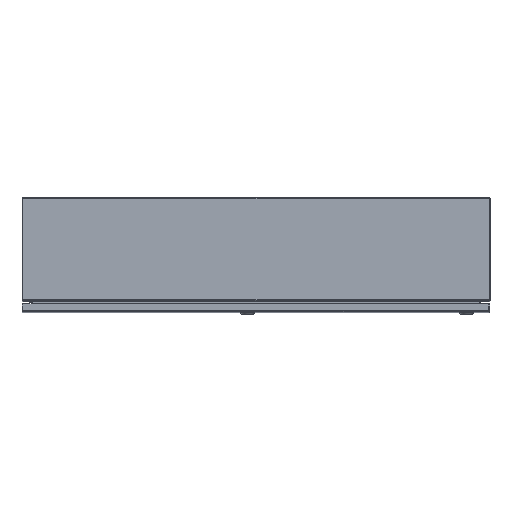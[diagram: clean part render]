
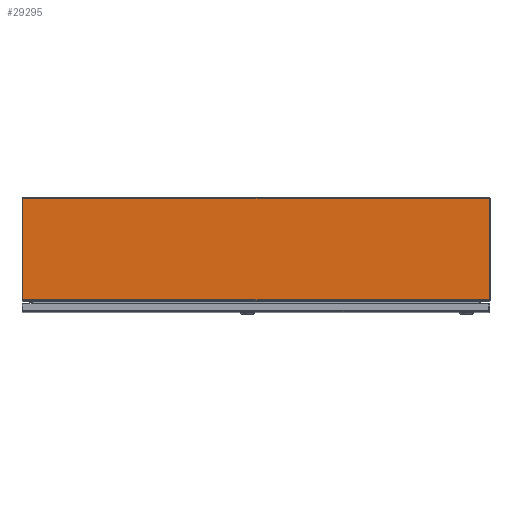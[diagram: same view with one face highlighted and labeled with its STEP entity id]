
A CAD part, top view. The second image highlights one B-rep face of the part: STEP entity #29295.
In plain terms, the highlighted planar face has unit normal (0, 0, 1).
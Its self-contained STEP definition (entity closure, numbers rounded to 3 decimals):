
#2579 = LINE ( 'NONE', #19612, #5400 ) ;
#3075 = CARTESIAN_POINT ( 'NONE',  ( 17.928, -7.892, 21. ) ) ;
#4106 = DIRECTION ( 'NONE',  ( -1., 0., 0. ) ) ;
#5268 = VERTEX_POINT ( 'NONE', #53858 ) ;
#5400 = VECTOR ( 'NONE', #31375, 39.37 ) ;
#6265 = DIRECTION ( 'NONE',  ( 1., 0., 0. ) ) ;
#6987 = DIRECTION ( 'NONE',  ( 0., -1., 0. ) ) ;
#10707 = CARTESIAN_POINT ( 'NONE',  ( 125.406, 0., 21. ) ) ;
#11266 = FACE_OUTER_BOUND ( 'NONE', #49290, .T. ) ;
#13051 = VERTEX_POINT ( 'NONE', #37553 ) ;
#14896 = DIRECTION ( 'NONE',  ( 0., 1., 0. ) ) ;
#16468 = ORIENTED_EDGE ( 'NONE', *, *, #33201, .F. ) ;
#18218 = CARTESIAN_POINT ( 'NONE',  ( -17.928, -7.892, 21. ) ) ;
#18548 = CARTESIAN_POINT ( 'NONE',  ( -17.892, -0.108, 21. ) ) ;
#19612 = CARTESIAN_POINT ( 'NONE',  ( 17.928, 0., 21. ) ) ;
#20678 = VECTOR ( 'NONE', #6265, 39.37 ) ;
#22683 = EDGE_CURVE ( 'NONE', #5268, #13051, #31715, .T. ) ;
#24029 = VERTEX_POINT ( 'NONE', #18218 ) ;
#26530 = EDGE_CURVE ( 'NONE', #5268, #24029, #37183, .T. ) ;
#29295 = ADVANCED_FACE ( 'NONE', ( #11266 ), #53190, .F. ) ;
#29819 = CARTESIAN_POINT ( 'NONE',  ( 125.406, -7.892, 21. ) ) ;
#31263 = AXIS2_PLACEMENT_3D ( 'NONE', #10707, #36418, #14896 ) ;
#31375 = DIRECTION ( 'NONE',  ( 0., 1., 0. ) ) ;
#31715 = LINE ( 'NONE', #18548, #20678 ) ;
#32146 = ORIENTED_EDGE ( 'NONE', *, *, #22683, .F. ) ;
#32702 = CARTESIAN_POINT ( 'NONE',  ( -17.928, 0., 21. ) ) ;
#33201 = EDGE_CURVE ( 'NONE', #46359, #24029, #45781, .T. ) ;
#34273 = ORIENTED_EDGE ( 'NONE', *, *, #26530, .T. ) ;
#35523 = ORIENTED_EDGE ( 'NONE', *, *, #54108, .T. ) ;
#36418 = DIRECTION ( 'NONE',  ( 0., 0., -1. ) ) ;
#37183 = LINE ( 'NONE', #32702, #48015 ) ;
#37553 = CARTESIAN_POINT ( 'NONE',  ( 17.928, -0.108, 21. ) ) ;
#42173 = VECTOR ( 'NONE', #4106, 39.37 ) ;
#45781 = LINE ( 'NONE', #29819, #42173 ) ;
#46359 = VERTEX_POINT ( 'NONE', #3075 ) ;
#48015 = VECTOR ( 'NONE', #6987, 39.37 ) ;
#49290 = EDGE_LOOP ( 'NONE', ( #34273, #16468, #35523, #32146 ) ) ;
#53190 = PLANE ( 'NONE',  #31263 ) ;
#53858 = CARTESIAN_POINT ( 'NONE',  ( -17.928, -0.108, 21. ) ) ;
#54108 = EDGE_CURVE ( 'NONE', #46359, #13051, #2579, .T. ) ;
